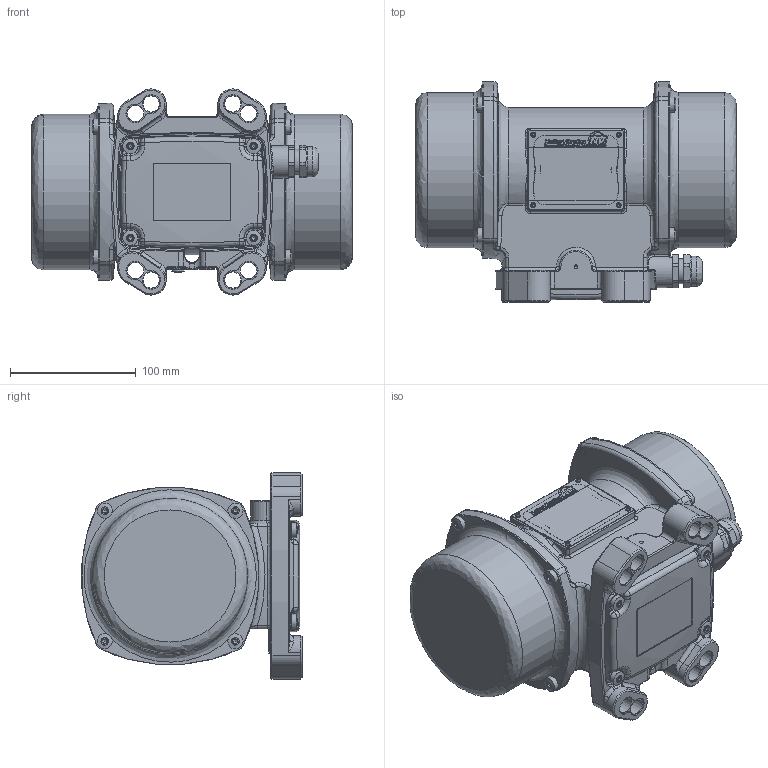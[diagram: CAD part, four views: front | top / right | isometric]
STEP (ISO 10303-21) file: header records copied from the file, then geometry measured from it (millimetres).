
FILE_DESCRIPTION (( 'STEP AP214' ), '1' );
FILE_NAME ('NEA-NEG 50300-50-60Hz.STEP', '2017-04-07T08:27:27', ( '' ), ( '' ), 'SwSTEP 2.0', 'SolidWorks 2015', '' );
FILE_SCHEMA (( 'AUTOMOTIVE_DESIGN' ));
Length unit declared in the file: millimetre
Products named in the file (1): NEA-NEG 50300-50-60Hz
Bounding box: 255 x 175.2 x 163.99 mm (x, y, z)
Volume: 938613.8 mm3; surface area: 410927.8 mm2
Topology: 19 solids, 19 shells, 2652 faces, 7121 edges, 4668 vertices
Faces by surface type: bspline 1101, plane 746, cylinder 641, cone 164
Full cylindrical faces by diameter (mm): 3.4 x4, 5 x1, 6 x12, 7 x8, 10 x1, 10.5 x1, 11.5 x1, 12 x13, 12.5 x1, 14.5 x1, 18.5 x1, 20 x2, 24 x1, 105 x2, 121 x2, 123.4 x2
Entity records: 140466 total; most frequent: CARTESIAN_POINT 81886, ORIENTED_EDGE 13686, DIRECTION 9276, EDGE_CURVE 6843, VERTEX_POINT 4617, AXIS2_PLACEMENT_3D 3353, EDGE_LOOP 3118, FACE_OUTER_BOUND 2757
